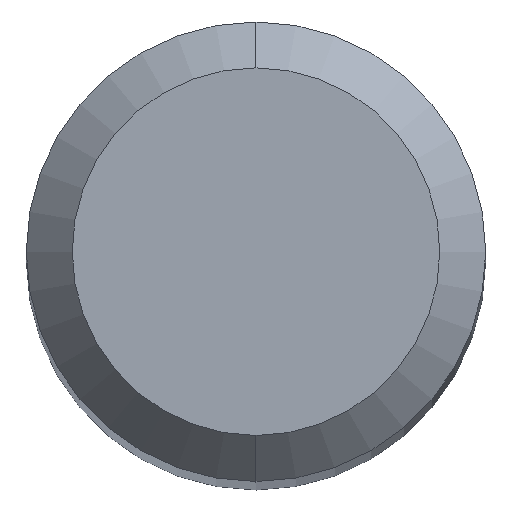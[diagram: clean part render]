
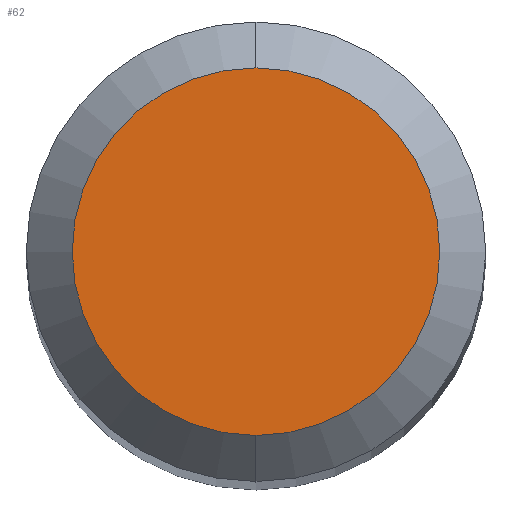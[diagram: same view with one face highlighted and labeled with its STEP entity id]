
A CAD part, top view. The second image highlights one B-rep face of the part: STEP entity #62.
In plain terms, the highlighted planar face has unit normal (0, 0, 1).
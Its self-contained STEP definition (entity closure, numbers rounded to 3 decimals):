
#62=ADVANCED_FACE('',(#135),#136,.T.);
#135=FACE_OUTER_BOUND('',#219,.T.);
#136=PLANE('',#220);
#219=EDGE_LOOP('',(#313,#314));
#220=AXIS2_PLACEMENT_3D('',#315,#316,#317);
#313=ORIENTED_EDGE('',*,*,#444,.F.);
#314=ORIENTED_EDGE('',*,*,#450,.F.);
#315=CARTESIAN_POINT('',(0.,0.6,28.));
#316=DIRECTION('',(0.,0.0,1.0));
#317=DIRECTION('',(0.0,-1.0,0.0));
#444=EDGE_CURVE('',#524,#526,#527,.T.);
#450=EDGE_CURVE('',#526,#524,#534,.T.);
#524=VERTEX_POINT('',#603);
#526=VERTEX_POINT('',#606);
#527=CIRCLE('',#607,1.2);
#534=CIRCLE('',#615,1.2);
#603=CARTESIAN_POINT('',(0.,1.2,28.));
#606=CARTESIAN_POINT('',(0.,-1.2,28.));
#607=AXIS2_PLACEMENT_3D('',#684,#685,#686);
#615=AXIS2_PLACEMENT_3D('',#694,#695,#696);
#684=CARTESIAN_POINT('',(0.,0.,28.));
#685=DIRECTION('',(0.,0.0,-1.0));
#686=DIRECTION('',(0.0,1.0,0.0));
#694=CARTESIAN_POINT('',(0.,0.,28.));
#695=DIRECTION('',(0.,0.0,-1.0));
#696=DIRECTION('',(0.0,1.0,0.0));
